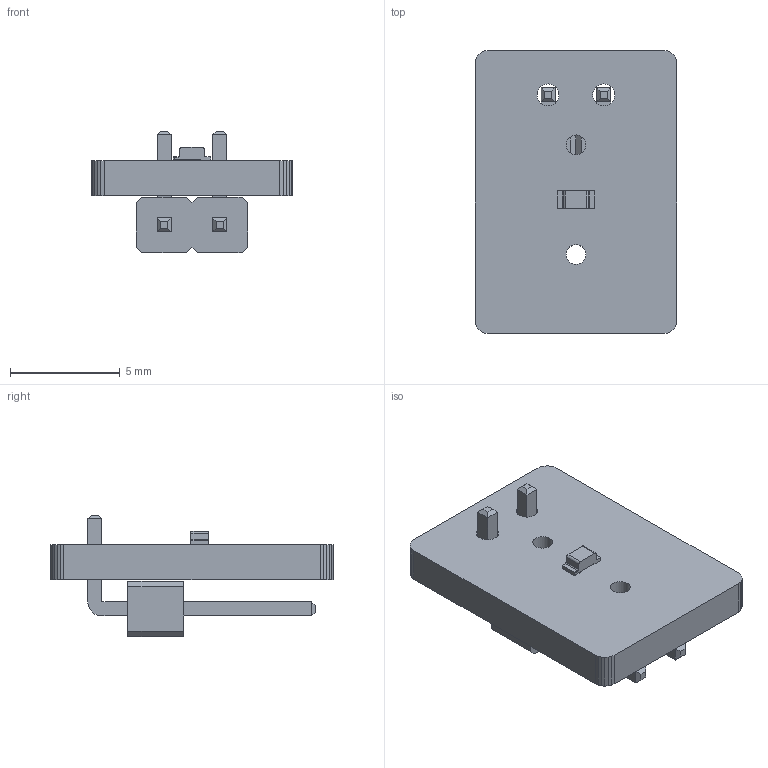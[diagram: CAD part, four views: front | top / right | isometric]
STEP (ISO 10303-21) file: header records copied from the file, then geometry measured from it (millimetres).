
FILE_DESCRIPTION(('KiCad electronic assembly'),'2;1');
FILE_NAME('LDR Plate.step','2024-01-20T01:50:43',('Pcbnew'),('Kicad'), 'Open CASCADE STEP processor 7.7','KiCad to STEP converter','Unknown' );
FILE_SCHEMA(('AUTOMOTIVE_DESIGN { 1 0 10303 214 1 1 1 1 }'));
Length unit declared in the file: millimetre
Products named in the file (6): LDR Plate 1; ALS-PT19; COMPOUND; PinHeader_1x02_P2.54mm_Horizontal; SOLID; LDR Plate PCB
Assembly tree (5 placements, depth 3):
  LDR Plate 1
    ALS-PT19
      COMPOUND
    PinHeader_1x02_P2.54mm_Horizontal
      SOLID
    LDR Plate PCB
Bounding box: 9.2 x 12.9 x 5.54 mm (x, y, z)
Volume: 227 mm3; surface area: 447.5 mm2
Topology: 4 solids, 4 shells, 124 faces, 320 edges, 208 vertices
Faces by surface type: plane 114, cylinder 10
Full cylindrical faces by diameter (mm): 0.9 x2, 1 x2
Entity records: 8664 total; most frequent: CARTESIAN_POINT 1370, DIRECTION 1228, LINE 920, VECTOR 920, ORIENTED_EDGE 640, PCURVE 640, DEFINITIONAL_REPRESENTATION 640, EDGE_CURVE 320
